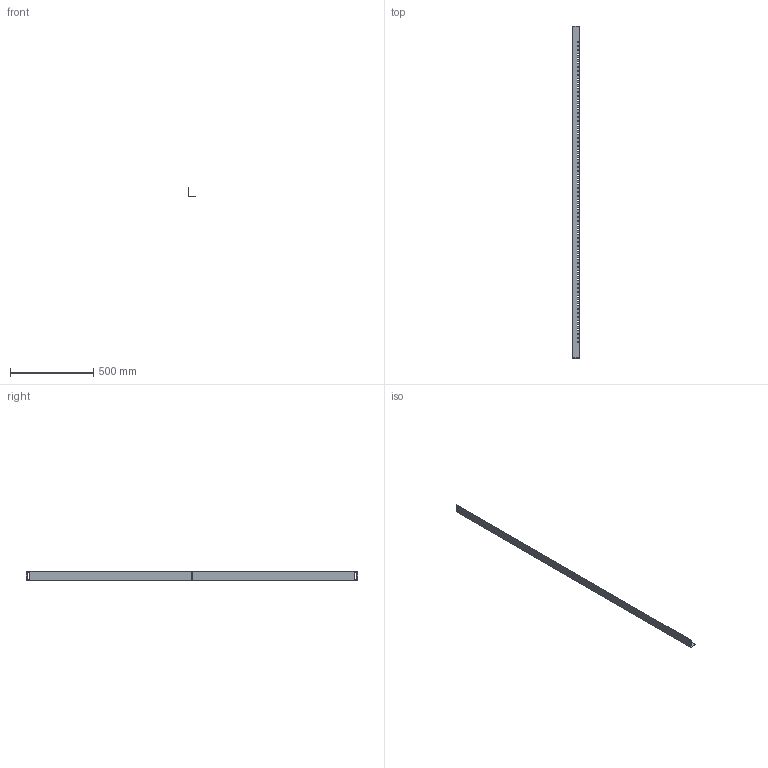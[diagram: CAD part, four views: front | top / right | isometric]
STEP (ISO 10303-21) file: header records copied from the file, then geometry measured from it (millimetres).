
FILE_DESCRIPTION (( 'STEP AP214' ), '1' );
FILE_NAME ('YKM30-UV-1990 Óãîëîê âåðòèêàëüíûé 1990 (îöèíê), äëÿ ÊÑÐÌ (ê-ò 2 øò.).STEP', '2016-10-19T13:16:58', ( 'user' ), ( '' ), 'SwSTEP 2.0', 'SolidWorks 2014', '' );
FILE_SCHEMA (( 'AUTOMOTIVE_DESIGN' ));
Length unit declared in the file: millimetre
Products named in the file (1): YKM30-UV-1990 Óãîëîê âåðòèêàëüíûé 1990 (îöèíê), äëÿ ÊÑÐÌ (ê-ò 2 øò.)
Bounding box: 42 x 1990 x 52 mm (x, y, z)
Volume: 265701.2 mm3; surface area: 364864 mm2
Topology: 1 solids, 1 shells, 315 faces, 939 edges, 626 vertices
Faces by surface type: plane 306, cylinder 9
Entity records: 10709 total; most frequent: CARTESIAN_POINT 1881, ORIENTED_EDGE 1878, DIRECTION 1589, EDGE_CURVE 939, LINE 921, VECTOR 921, VERTEX_POINT 626, EDGE_LOOP 467
